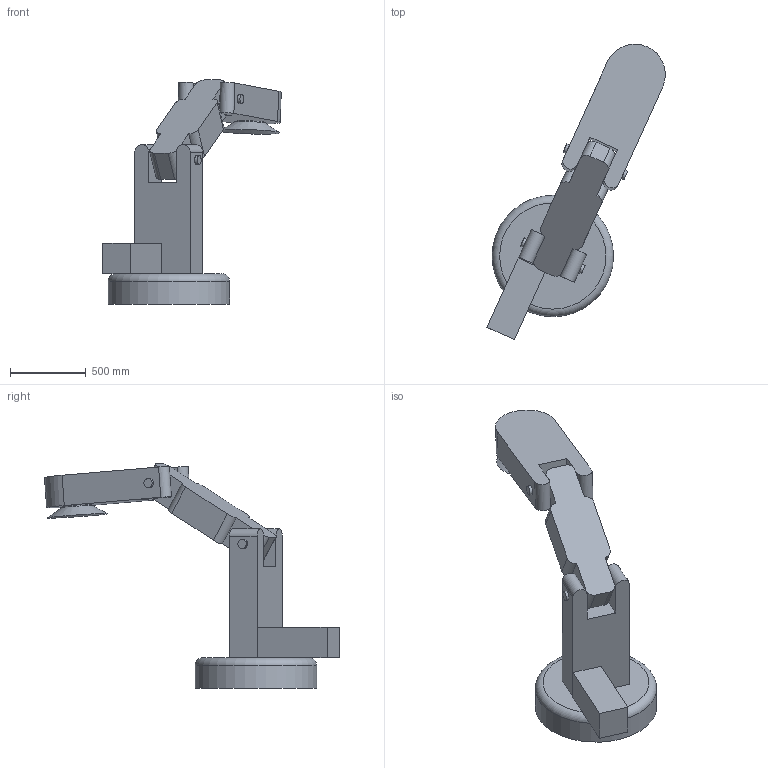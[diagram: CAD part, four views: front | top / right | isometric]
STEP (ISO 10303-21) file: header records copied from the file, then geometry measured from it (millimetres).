
FILE_DESCRIPTION(/* description */ (''),/* implementation_level */ '2;1');
FILE_NAME(/* name */ 'assembly v6.step',/* time_stamp */ '2021-05-15T20:16:33+06:00',/* author */ (''),/* organization */ (''),/* preprocessor_version */ 'ST-DEVELOPER v18.1',/* originating_system */ 'Autodesk Translation Framework v10.6.0.1341',/* authorisation */ '');
FILE_SCHEMA (('AUTOMOTIVE_DESIGN { 1 0 10303 214 3 1 1 }'));
Length unit declared in the file: millimetre
Products named in the file (7): assembly; base; Link 1; Link 2; Link 3; Vacuum Gripper; Connectors
Assembly tree (7 placements, depth 2):
  assembly
    base
    Link 1
    Link 2
    Link 3
    Vacuum Gripper
    Connectors  x2
Bounding box: 1175.68 x 1944.26 x 1478.48 mm (x, y, z)
Volume: 285768939.3 mm3; surface area: 5790336.1 mm2
Topology: 8 solids, 8 shells, 82 faces, 172 edges, 113 vertices
Faces by surface type: plane 48, cylinder 31, cone 2, torus 1
Full cylindrical faces by diameter (mm): 20 x2, 50 x8, 60 x4, 200 x3, 800 x1
Entity records: 2351 total; most frequent: DIRECTION 405, CARTESIAN_POINT 360, ORIENTED_EDGE 326, EDGE_CURVE 163, AXIS2_PLACEMENT_3D 152, VERTEX_POINT 107, LINE 101, VECTOR 101
